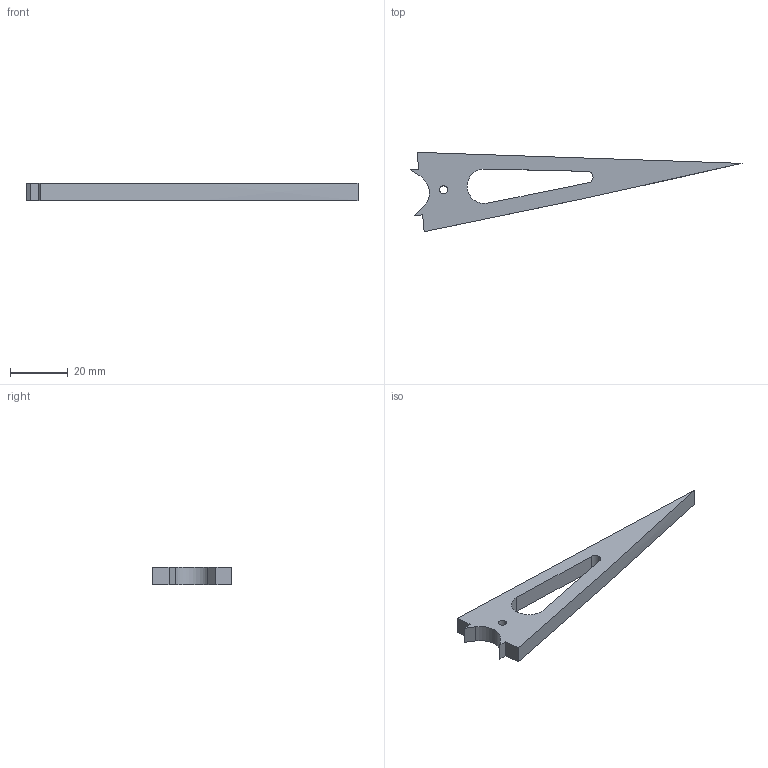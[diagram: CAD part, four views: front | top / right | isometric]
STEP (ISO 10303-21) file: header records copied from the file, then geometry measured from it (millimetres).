
FILE_DESCRIPTION(('CATIA V5 STEP','CAx-IF Rec.Pracs.--- Model Styling and Organization---1.5--- 2016-08-15','CAx-IF Rec.Pracs.---Supplemental Geometry---1.0---2011-11-01','CAx-IF Rec.Pracs.--- Composite Materials ---3.4---2017-06-13','CAx-IF Rec.Pracs.---External References---2.1---2005-01-19','CAx-IF Rec.Pracs.---Tessellated 3D Geometry---1.0---2015-12-17'),'2;1');
FILE_NAME('Symmetry of A3_Aileron_Rib_B_Poplar_6mm_1.stp','2023-07-10T17:27:47+00:00',('none'),('none'),'CATIA Version 5-6 Release 2020 SP6','CATIA V5 STEP AP242 v2','none');
FILE_SCHEMA(('AP242_MANAGED_MODEL_BASED_3D_ENGINEERING_MIM_LF {1 0 10303 442 1 1 4}'));
Length unit declared in the file: millimetre
Products named in the file (1): Symmetry of A3_Aileron_Rib_B_Poplar_6mm_1
Bounding box: 115.45 x 27.57 x 6 mm (x, y, z)
Volume: 7252.4 mm3; surface area: 4643.4 mm2
Topology: 1 solids, 1 shells, 17 faces, 45 edges, 30 vertices
Faces by surface type: plane 10, cylinder 5, extrusion 2
Entity records: 578 total; most frequent: CARTESIAN_POINT 139, ORIENTED_EDGE 90, DIRECTION 69, EDGE_CURVE 45, VECTOR 33, LINE 31, VERTEX_POINT 30, AXIS2_PLACEMENT_3D 24
